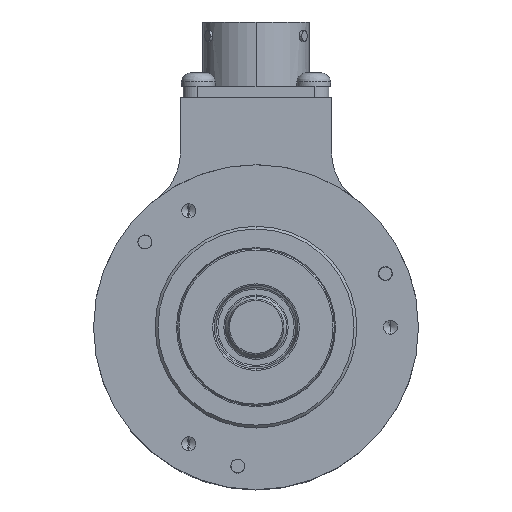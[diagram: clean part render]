
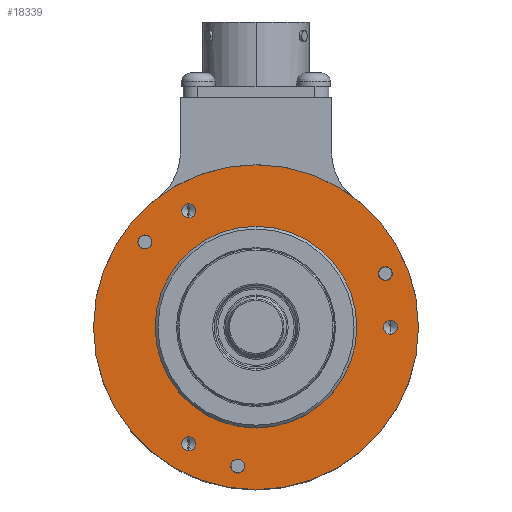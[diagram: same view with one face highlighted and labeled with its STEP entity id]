
A CAD part, top view. The second image highlights one B-rep face of the part: STEP entity #18339.
In plain terms, the highlighted planar face has unit normal (0, 0, 1).
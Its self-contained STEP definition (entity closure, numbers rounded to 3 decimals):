
#4498=CARTESIAN_POINT('',(0.,0.,4.6));
#4499=DIRECTION('',(0.,0.,1.));
#4500=DIRECTION('',(1.,0.,0.));
#4501=AXIS2_PLACEMENT_3D('',#4498,#4499,#4500);
#4503=CARTESIAN_POINT('',(0.,0.,4.6));
#4504=DIRECTION('',(0.,0.,1.));
#4505=DIRECTION('',(-1.,0.,0.));
#4506=AXIS2_PLACEMENT_3D('',#4503,#4504,#4505);
#4508=CARTESIAN_POINT('',(-19.834,15.219,4.6));
#4509=DIRECTION('',(0.,0.,-1.));
#4510=DIRECTION('',(-0.793,0.609,0.));
#4511=AXIS2_PLACEMENT_3D('',#4508,#4509,#4510);
#4513=CARTESIAN_POINT('',(-19.834,15.219,4.6));
#4514=DIRECTION('',(0.,0.,-1.));
#4515=DIRECTION('',(0.793,-0.609,0.));
#4516=AXIS2_PLACEMENT_3D('',#4513,#4514,#4515);
#4518=CARTESIAN_POINT('',(-3.263,-24.786,4.6));
#4519=DIRECTION('',(0.,0.,-1.));
#4520=DIRECTION('',(-0.131,-0.991,0.));
#4521=AXIS2_PLACEMENT_3D('',#4518,#4519,#4520);
#4523=CARTESIAN_POINT('',(-3.263,-24.786,4.6));
#4524=DIRECTION('',(0.,0.,-1.));
#4525=DIRECTION('',(0.131,0.991,0.));
#4526=AXIS2_PLACEMENT_3D('',#4523,#4524,#4525);
#4528=CARTESIAN_POINT('',(23.097,9.567,4.6));
#4529=DIRECTION('',(0.,0.,-1.));
#4530=DIRECTION('',(0.924,0.383,0.));
#4531=AXIS2_PLACEMENT_3D('',#4528,#4529,#4530);
#4533=CARTESIAN_POINT('',(23.097,9.567,4.6));
#4534=DIRECTION('',(0.,0.,-1.));
#4535=DIRECTION('',(-0.924,-0.383,0.));
#4536=AXIS2_PLACEMENT_3D('',#4533,#4534,#4535);
#4538=CARTESIAN_POINT('',(-12.,-20.785,4.6));
#4539=DIRECTION('',(0.,0.,1.));
#4540=DIRECTION('',(0.,-1.,0.));
#4541=AXIS2_PLACEMENT_3D('',#4538,#4539,#4540);
#4543=CARTESIAN_POINT('',(-12.,-20.785,4.6));
#4544=DIRECTION('',(0.,0.,1.));
#4545=DIRECTION('',(0.,1.,0.));
#4546=AXIS2_PLACEMENT_3D('',#4543,#4544,#4545);
#4548=CARTESIAN_POINT('',(-12.,20.785,4.6));
#4549=DIRECTION('',(0.,0.,1.));
#4550=DIRECTION('',(0.,-1.,0.));
#4551=AXIS2_PLACEMENT_3D('',#4548,#4549,#4550);
#4553=CARTESIAN_POINT('',(-12.,20.785,4.6));
#4554=DIRECTION('',(0.,0.,1.));
#4555=DIRECTION('',(0.,1.,0.));
#4556=AXIS2_PLACEMENT_3D('',#4553,#4554,#4555);
#4558=CARTESIAN_POINT('',(24.,0.,4.6));
#4559=DIRECTION('',(0.,0.,1.));
#4560=DIRECTION('',(0.,-1.,0.));
#4561=AXIS2_PLACEMENT_3D('',#4558,#4559,#4560);
#4563=CARTESIAN_POINT('',(24.,0.,4.6));
#4564=DIRECTION('',(0.,0.,1.));
#4565=DIRECTION('',(0.,1.,0.));
#4566=AXIS2_PLACEMENT_3D('',#4563,#4564,#4565);
#4572=CARTESIAN_POINT('',(0.,0.,4.6));
#4573=DIRECTION('',(0.,0.,1.));
#4574=DIRECTION('',(0.,1.,0.));
#4575=AXIS2_PLACEMENT_3D('',#4572,#4573,#4574);
#4609=CARTESIAN_POINT('',(0.,0.,4.6));
#4610=DIRECTION('',(0.,0.,-1.));
#4611=DIRECTION('',(0.,1.,0.));
#4612=AXIS2_PLACEMENT_3D('',#4609,#4610,#4611);
#12150=CARTESIAN_POINT('',(0.,18.,4.6));
#12151=CARTESIAN_POINT('',(0.,-18.,4.6));
#12152=VERTEX_POINT('',#12150);
#12153=VERTEX_POINT('',#12151);
#12154=CARTESIAN_POINT('',(29.,0.,4.6));
#12155=CARTESIAN_POINT('',(-29.,0.,4.6));
#12156=VERTEX_POINT('',#12154);
#12157=VERTEX_POINT('',#12155);
#12158=CARTESIAN_POINT('',(-20.826,15.98,4.6));
#12159=CARTESIAN_POINT('',(-18.842,14.458,4.6));
#12160=VERTEX_POINT('',#12158);
#12161=VERTEX_POINT('',#12159);
#12162=CARTESIAN_POINT('',(-3.426,-26.025,4.6));
#12163=CARTESIAN_POINT('',(-3.1,-23.547,4.6));
#12164=VERTEX_POINT('',#12162);
#12165=VERTEX_POINT('',#12163);
#12166=CARTESIAN_POINT('',(24.252,10.045,4.6));
#12167=CARTESIAN_POINT('',(21.942,9.089,4.6));
#12168=VERTEX_POINT('',#12166);
#12169=VERTEX_POINT('',#12167);
#12176=CARTESIAN_POINT('',(-12.,-22.035,4.6));
#12177=CARTESIAN_POINT('',(-12.,-19.535,4.6));
#12178=VERTEX_POINT('',#12176);
#12179=VERTEX_POINT('',#12177);
#12186=CARTESIAN_POINT('',(-12.,19.535,4.6));
#12187=CARTESIAN_POINT('',(-12.,22.035,4.6));
#12188=VERTEX_POINT('',#12186);
#12189=VERTEX_POINT('',#12187);
#12196=CARTESIAN_POINT('',(24.,-1.25,4.6));
#12197=CARTESIAN_POINT('',(24.,1.25,4.6));
#12198=VERTEX_POINT('',#12196);
#12199=VERTEX_POINT('',#12197);
#18288=CARTESIAN_POINT('',(0.,0.,4.6));
#18289=DIRECTION('',(0.,0.,-1.));
#18290=DIRECTION('',(0.,1.,0.));
#18291=AXIS2_PLACEMENT_3D('',#18288,#18289,#18290);
#18292=PLANE('',#18291);
#18293=ORIENTED_EDGE('',*,*,#18212,.F.);
#18294=ORIENTED_EDGE('',*,*,#18261,.F.);
#18295=EDGE_LOOP('',(#18293,#18294));
#18296=FACE_OUTER_BOUND('',#18295,.F.);
#18298=ORIENTED_EDGE('',*,*,#18297,.T.);
#18300=ORIENTED_EDGE('',*,*,#18299,.F.);
#18301=EDGE_LOOP('',(#18298,#18300));
#18302=FACE_BOUND('',#18301,.F.);
#18304=ORIENTED_EDGE('',*,*,#18303,.F.);
#18306=ORIENTED_EDGE('',*,*,#18305,.F.);
#18307=EDGE_LOOP('',(#18304,#18306));
#18308=FACE_BOUND('',#18307,.F.);
#18310=ORIENTED_EDGE('',*,*,#18309,.F.);
#18312=ORIENTED_EDGE('',*,*,#18311,.F.);
#18313=EDGE_LOOP('',(#18310,#18312));
#18314=FACE_BOUND('',#18313,.F.);
#18316=ORIENTED_EDGE('',*,*,#18315,.F.);
#18318=ORIENTED_EDGE('',*,*,#18317,.F.);
#18319=EDGE_LOOP('',(#18316,#18318));
#18320=FACE_BOUND('',#18319,.F.);
#18322=ORIENTED_EDGE('',*,*,#18321,.T.);
#18324=ORIENTED_EDGE('',*,*,#18323,.T.);
#18325=EDGE_LOOP('',(#18322,#18324));
#18326=FACE_BOUND('',#18325,.F.);
#18328=ORIENTED_EDGE('',*,*,#18327,.T.);
#18330=ORIENTED_EDGE('',*,*,#18329,.T.);
#18331=EDGE_LOOP('',(#18328,#18330));
#18332=FACE_BOUND('',#18331,.F.);
#18334=ORIENTED_EDGE('',*,*,#18333,.T.);
#18336=ORIENTED_EDGE('',*,*,#18335,.T.);
#18337=EDGE_LOOP('',(#18334,#18336));
#18338=FACE_BOUND('',#18337,.F.);
#4502=CIRCLE('',#4501,29.);
#4507=CIRCLE('',#4506,29.);
#4512=CIRCLE('',#4511,1.25);
#4517=CIRCLE('',#4516,1.25);
#4522=CIRCLE('',#4521,1.25);
#4527=CIRCLE('',#4526,1.25);
#4532=CIRCLE('',#4531,1.25);
#4537=CIRCLE('',#4536,1.25);
#4542=CIRCLE('',#4541,1.25);
#4547=CIRCLE('',#4546,1.25);
#4552=CIRCLE('',#4551,1.25);
#4557=CIRCLE('',#4556,1.25);
#4562=CIRCLE('',#4561,1.25);
#4567=CIRCLE('',#4566,1.25);
#4576=CIRCLE('',#4575,18.);
#4613=CIRCLE('',#4612,18.);
#18212=EDGE_CURVE('',#12156,#12157,#4502,.T.);
#18261=EDGE_CURVE('',#12157,#12156,#4507,.T.);
#18297=EDGE_CURVE('',#12152,#12153,#4576,.T.);
#18299=EDGE_CURVE('',#12152,#12153,#4613,.T.);
#18303=EDGE_CURVE('',#12160,#12161,#4512,.T.);
#18305=EDGE_CURVE('',#12161,#12160,#4517,.T.);
#18309=EDGE_CURVE('',#12164,#12165,#4522,.T.);
#18311=EDGE_CURVE('',#12165,#12164,#4527,.T.);
#18315=EDGE_CURVE('',#12168,#12169,#4532,.T.);
#18317=EDGE_CURVE('',#12169,#12168,#4537,.T.);
#18321=EDGE_CURVE('',#12178,#12179,#4542,.T.);
#18323=EDGE_CURVE('',#12179,#12178,#4547,.T.);
#18327=EDGE_CURVE('',#12188,#12189,#4552,.T.);
#18329=EDGE_CURVE('',#12189,#12188,#4557,.T.);
#18333=EDGE_CURVE('',#12198,#12199,#4562,.T.);
#18335=EDGE_CURVE('',#12199,#12198,#4567,.T.);
#18339=ADVANCED_FACE('',(#18296,#18302,#18308,#18314,#18320,#18326,#18332,
#18338),#18292,.F.);
